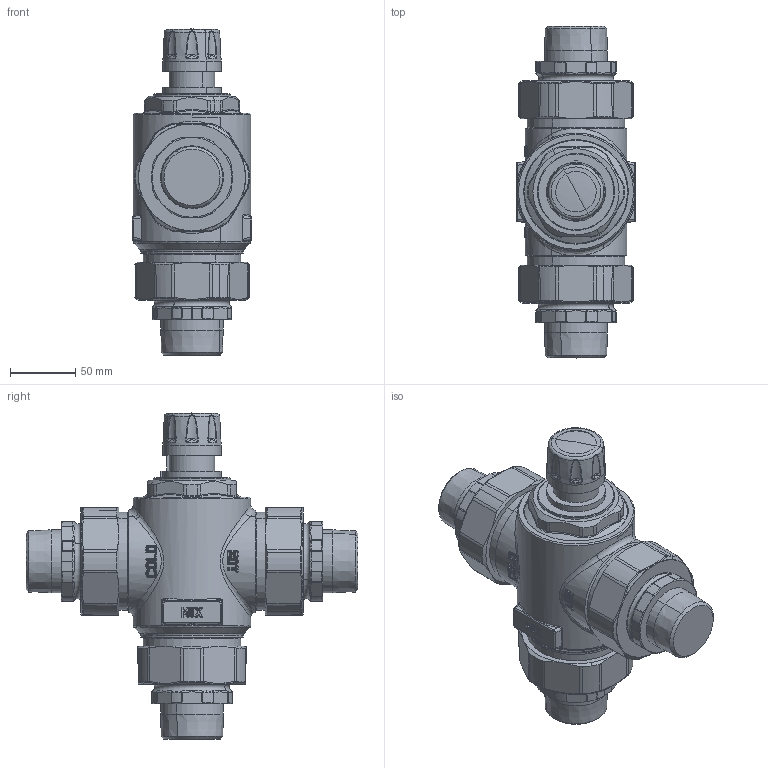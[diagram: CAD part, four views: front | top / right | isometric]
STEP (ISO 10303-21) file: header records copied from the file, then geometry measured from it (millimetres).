
FILE_DESCRIPTION(('CATIA V5 STEP Exchange','CAx-IF Rec.Pracs.--- Model Styling and Organization---1.5--- 2016-08-15','CAx-IF Rec.Pracs.---Supplemental Geometry---1.0---2011-11-01','CAx-IF Rec.Pracs.--- Composite Materials ---3.4---2017-06-13','CAx-IF Rec.Pracs.---Tessellated 3D Geometry---1.0---2015-12-17'),'2;1');
FILE_NAME('STEP_523080_-_TST.stp','2025-09-05T07:31:39+00:00',('none'),('none'),'CATIA Version 5-6 Release 2020 SP5','CATIA V5 STEP AP242 v2','none');
FILE_SCHEMA(('AP242_MANAGED_MODEL_BASED_3D_ENGINEERING_MIM_LF {1 0 10303 442 1 1 4}'));
Products named in the file (1): 523080 - TST
Bounding box: 91.5 x 254 x 249.5 mm (x, y, z)
Volume: 1751548.5 mm3; surface area: 114554.3 mm2
Topology: 1 solids, 1 shells, 1494 faces, 3640 edges, 2022 vertices
Faces by surface type: bspline 461, cylinder 419, torus 258, cone 128, sphere 115, plane 109, revolution 4
Entity records: 67829 total; most frequent: CARTESIAN_POINT 39338, ORIENTED_EDGE 6954, DIRECTION 3698, EDGE_CURVE 3477, AXIS2_PLACEMENT_3D 2176, VERTEX_POINT 2022, EDGE_LOOP 1531, B_SPLINE_CURVE_WITH_KNOTS 1497
